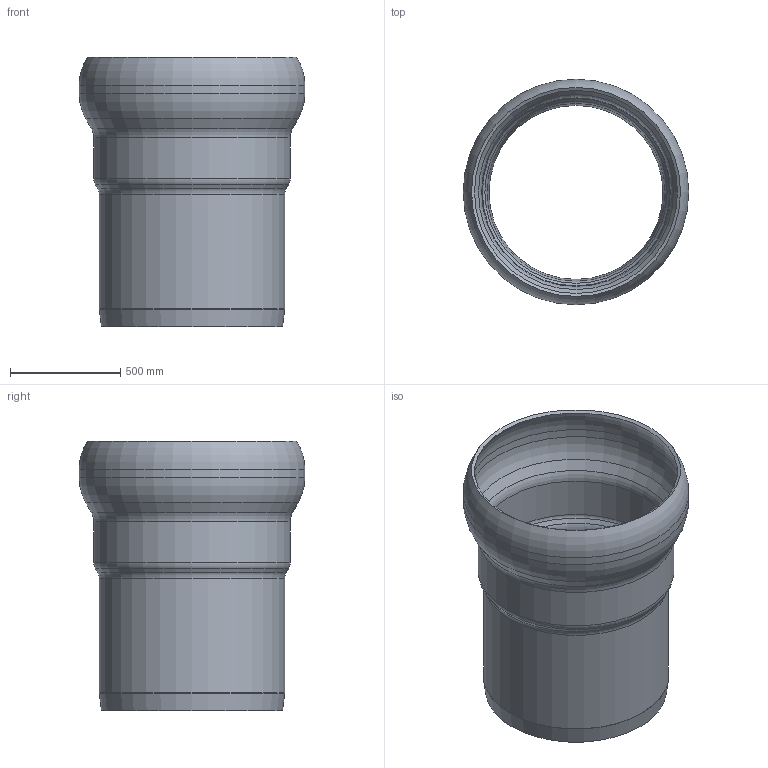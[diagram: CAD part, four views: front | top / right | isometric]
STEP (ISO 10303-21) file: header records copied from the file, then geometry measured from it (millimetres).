
FILE_DESCRIPTION(/* description */ (''),/* implementation_level */ '2;1');
FILE_NAME(/* name */ '08019.080X_3D.stp',/* time_stamp */ '2025-03-14T13:06:23+01:00',/* author */ ('c.rudolph'),/* organization */ (''),/* preprocessor_version */ 'ST-DEVELOPER v20',/* originating_system */ 'AutoCAD Mechanical',/* authorisation */ '');
FILE_SCHEMA (('AUTOMOTIVE_DESIGN { 1 0 10303 214 3 1 1 }'));
Length unit declared in the file: centimetre
Products named in the file (2): Product; *S0
Assembly tree (1 placements, depth 2):
  Product
    *S0
Bounding box: 1022.01 x 1022.01 x 1220 mm (x, y, z)
Volume: 54645851.9 mm3; surface area: 6918420.3 mm2
Topology: 1 solids, 1 shells, 26 faces, 77 edges, 52 vertices
Faces by surface type: torus 12, cone 8, cylinder 6
Full cylindrical faces by diameter (mm): 808 x1, 840 x1, 858 x1, 890 x1, 990.007 x1, 1022.007 x1
Entity records: 979 total; most frequent: DIRECTION 197, CARTESIAN_POINT 158, ORIENTED_EDGE 152, AXIS2_PLACEMENT_3D 91, EDGE_CURVE 76, CIRCLE 62, VERTEX_POINT 50, FACE_OUTER_BOUND 26
